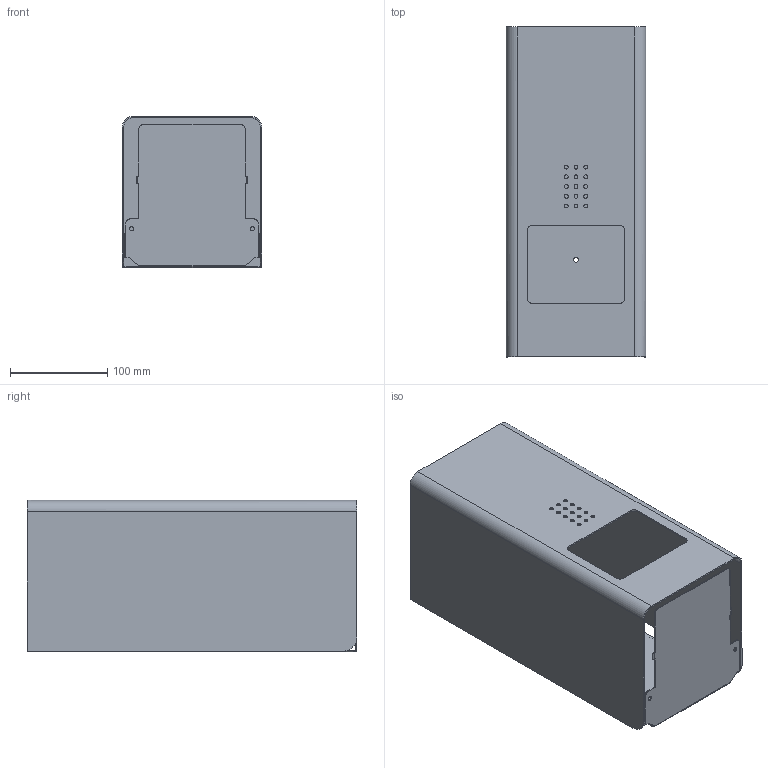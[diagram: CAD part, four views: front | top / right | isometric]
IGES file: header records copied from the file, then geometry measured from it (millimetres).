
Global section: file name: 305_C; native system: Autodesk Inventor 2022; preprocessor: unknown; author: R. Madlener; date: 20230227.151921; units: millimetre
Bounding box: 143.6 x 339 x 155.5 mm (x, y, z)
Volume: 299293.7 mm3; surface area: 439974.3 mm2
Topology: 2 solids, 2 shells, 148 faces, 440 edges, 296 vertices
Faces by surface type: bspline 148
